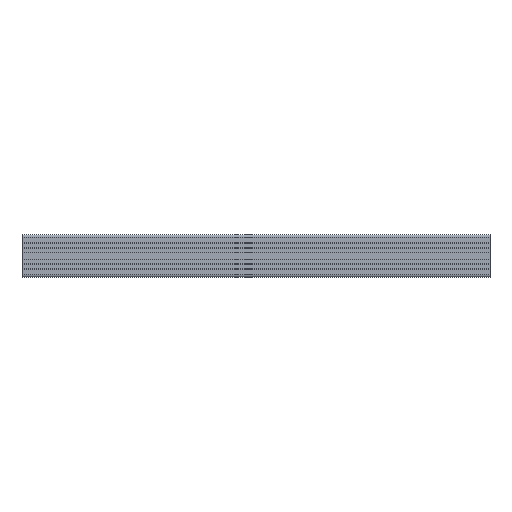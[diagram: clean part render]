
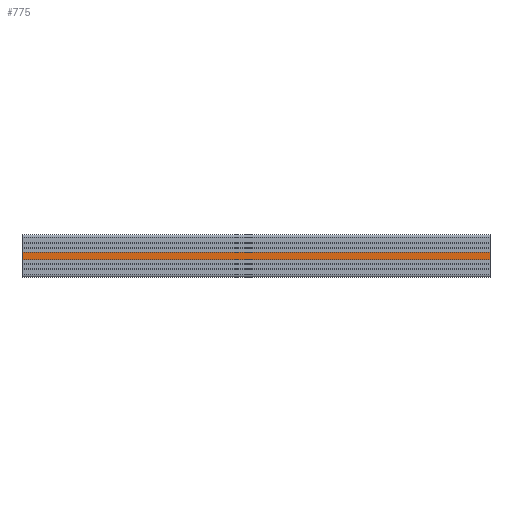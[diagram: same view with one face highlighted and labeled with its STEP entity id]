
A CAD part, front view. The second image highlights one B-rep face of the part: STEP entity #775.
In plain terms, the highlighted planar face has unit normal (0, -1, 0).
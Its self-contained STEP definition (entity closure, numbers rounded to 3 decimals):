
#775=ADVANCED_FACE('',(#1645),#1646,.T.);
#1645=FACE_OUTER_BOUND('',#2625,.T.);
#1646=PLANE('',#2626);
#2625=EDGE_LOOP('',(#4679,#4680,#4681,#4682));
#2626=AXIS2_PLACEMENT_3D('',#4683,#4684,#4685);
#4679=ORIENTED_EDGE('',*,*,#6985,.T.);
#4680=ORIENTED_EDGE('',*,*,#6986,.F.);
#4681=ORIENTED_EDGE('',*,*,#6987,.T.);
#4682=ORIENTED_EDGE('',*,*,#6982,.T.);
#4683=CARTESIAN_POINT('',(0.0,-44.0,0.0));
#4684=DIRECTION('',(0.0,-1.0,0.0));
#4685=DIRECTION('',(0.0,0.0,-1.0));
#6982=EDGE_CURVE('',#8682,#8680,#8683,.T.);
#6985=EDGE_CURVE('',#8680,#8686,#8687,.T.);
#6986=EDGE_CURVE('',#8688,#8686,#8689,.T.);
#6987=EDGE_CURVE('',#8688,#8682,#8690,.T.);
#8680=VERTEX_POINT('',#11087);
#8682=VERTEX_POINT('',#11090);
#8683=LINE('',#11091,#11092);
#8686=VERTEX_POINT('',#11096);
#8687=LINE('',#11097,#11098);
#8688=VERTEX_POINT('',#11099);
#8689=LINE('',#11100,#11101);
#8690=LINE('',#11102,#11103);
#11087=CARTESIAN_POINT('',(1000.0,-44.0,-7.5));
#11090=CARTESIAN_POINT('',(0.0,-44.0,-7.5));
#11091=CARTESIAN_POINT('',(0.0,-44.0,-7.5));
#11092=VECTOR('',#12911,1.0);
#11096=CARTESIAN_POINT('',(1000.0,-44.0,7.5));
#11097=CARTESIAN_POINT('',(1000.0,-44.0,7.5));
#11098=VECTOR('',#12913,1.0);
#11099=CARTESIAN_POINT('',(0.0,-44.0,7.5));
#11100=CARTESIAN_POINT('',(0.0,-44.0,7.5));
#11101=VECTOR('',#12914,1.0);
#11102=CARTESIAN_POINT('',(0.0,-44.0,7.5));
#11103=VECTOR('',#12915,1.0);
#12911=DIRECTION('',(1.0,0.0,0.0));
#12913=DIRECTION('',(-0.0,0.0,1.0));
#12914=DIRECTION('',(1.0,0.0,0.0));
#12915=DIRECTION('',(0.0,0.0,-1.0));
